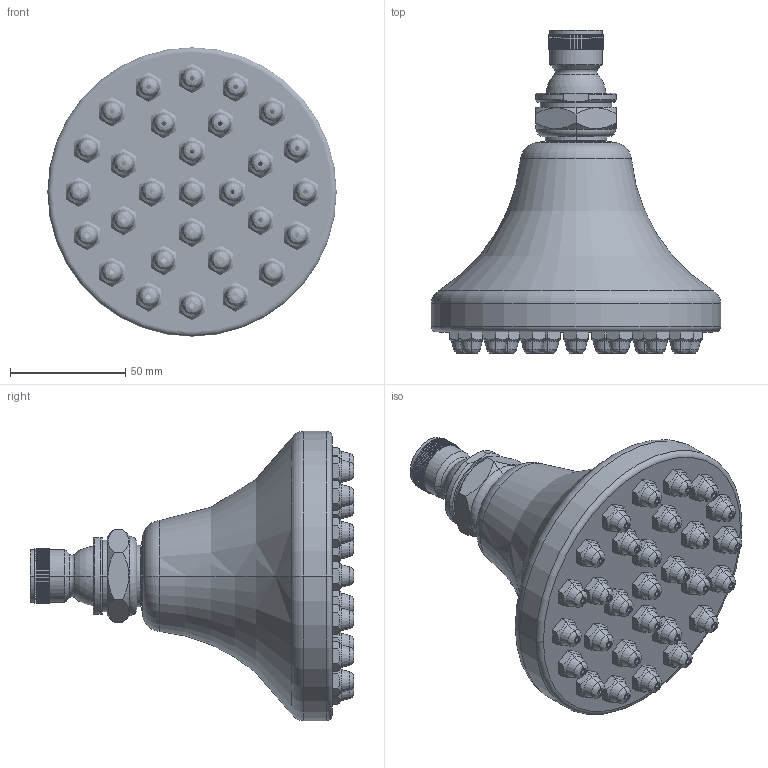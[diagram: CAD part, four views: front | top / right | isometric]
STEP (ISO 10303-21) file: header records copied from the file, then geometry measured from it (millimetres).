
FILE_DESCRIPTION((''),'2;1');
FILE_NAME('214_WEB','2010-11-03T',('ramkumar'),(''),'PRO/ENGINEER BY PARAMETRIC TECHNOLOGY CORPORATION, 2009300','PRO/ENGINEER BY PARAMETRIC TECHNOLOGY CORPORATION, 2009300','');
FILE_SCHEMA(('CONFIG_CONTROL_DESIGN'));
Length unit declared in the file: inch
Products named in the file (1): 214_WEB
Bounding box: 125.48 x 140.36 x 125.48 mm (x, y, z)
Surface area: 99716.4 mm2 (no closed solid volume)
Topology: 0 solids, 42 shells, 1639 faces, 4649 edges, 3076 vertices
Faces by surface type: plane 533, cylinder 526, cone 322, bspline 230, torus 26, sphere 2
Entity records: 100758 total; most frequent: CARTESIAN_POINT 60946, ORIENTED_EDGE 8401, DIRECTION 7392, EDGE_CURVE 4649, VERTEX_POINT 3076, AXIS2_PLACEMENT_3D 2624, VECTOR 2144, LINE 2144
